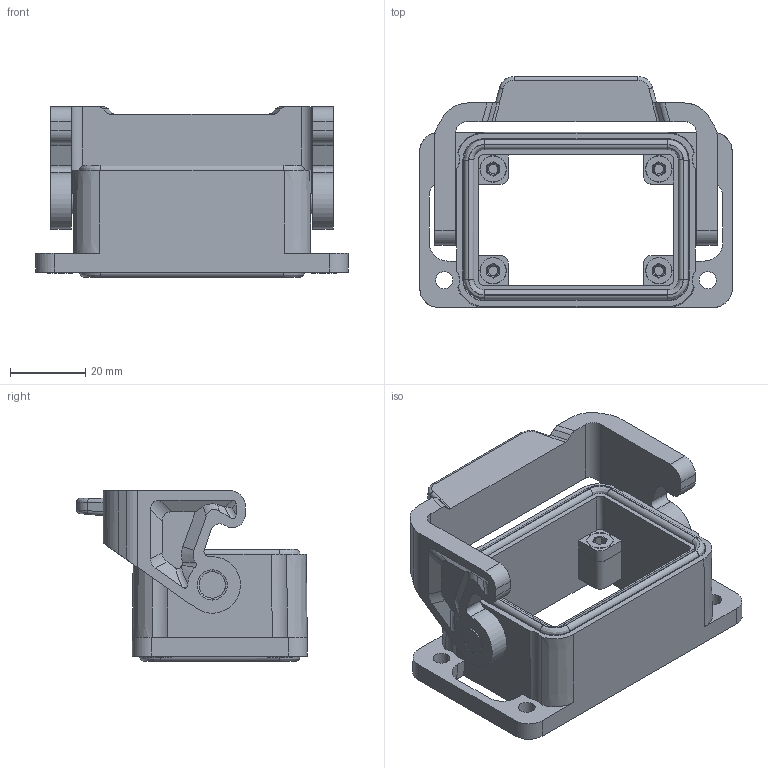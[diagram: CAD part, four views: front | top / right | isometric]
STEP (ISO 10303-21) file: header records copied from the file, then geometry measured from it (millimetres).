
FILE_DESCRIPTION(('Creo Elements/Direct Modeling STEP Export'),'2;1');
FILE_NAME('37jbk2e5h17qs125308','2022-02-02T15:43:32',(''),(''),'Creo Elements/Direct Modeling STEP processor for AP214 (Solid Model)','Creo Elements/Direct Modeling 20.1B 02-Apr-2019 (C) Parametric Technology GmbH','');
FILE_SCHEMA(('AUTOMOTIVE_DESIGN { 1 0 10303 214 1 1 1 1 }'));
Length unit declared in the file: millimetre
Products named in the file (2): 53620_D; THIH_06_L
Assembly tree (1 placements, depth 2):
  THIH_06_L
    53620_D
Bounding box: 83 x 61.24 x 45.25 mm (x, y, z)
Volume: 47988.9 mm3; surface area: 30426.1 mm2
Topology: 1 solids, 1 shells, 627 faces, 1669 edges, 1030 vertices
Faces by surface type: plane 254, cylinder 193, bspline 78, cone 64, torus 38
Entity records: 38247 total; most frequent: CARTESIAN_POINT 19046, ORIENTED_EDGE 3338, DIRECTION 2504, EDGE_CURVE 1669, VERTEX_POINT 1030, AXIS2_PLACEMENT_3D 891, VECTOR 722, LINE 722
